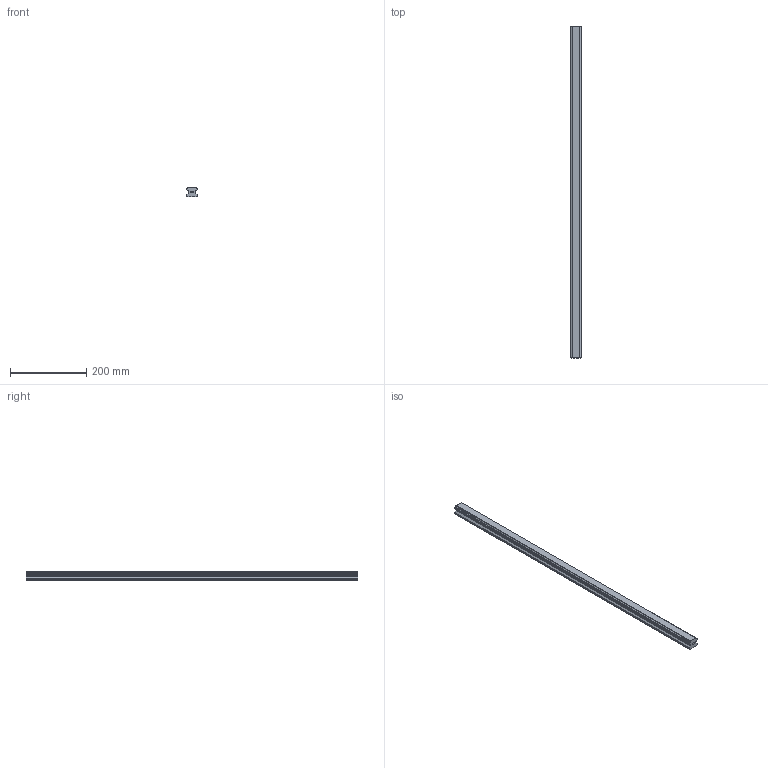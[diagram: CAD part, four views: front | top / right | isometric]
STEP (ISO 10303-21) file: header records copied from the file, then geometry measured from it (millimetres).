
FILE_DESCRIPTION(('STEP AP214'),'1');
FILE_NAME('cctmp_878F3832-AC5D-4889-A4BE-2CA141956855_2021_01_26_14_49_14_0302..stp','2021-01-26T13:49:14',('HIWIN GmbH'),('CADClick - www.CADClick.com'),'Spatial InterOp 3D',' ','unknown authorization');
FILE_SCHEMA(('AUTOMOTIVE_DESIGN'));
Length unit declared in the file: millimetre
Products named in the file (1): HGR30T870C_FILE
Bounding box: 28 x 870 x 26 mm (x, y, z)
Volume: 527699.8 mm3; surface area: 100995.8 mm2
Topology: 1 solids, 1 shells, 159 faces, 437 edges, 273 vertices
Faces by surface type: plane 93, cylinder 44, cone 22
Entity records: 6145 total; most frequent: CARTESIAN_POINT 848, ORIENTED_EDGE 830, DIRECTION 823, EDGE_CURVE 415, LINE 327, VECTOR 327, VERTEX_POINT 273, AXIS2_PLACEMENT_3D 248
